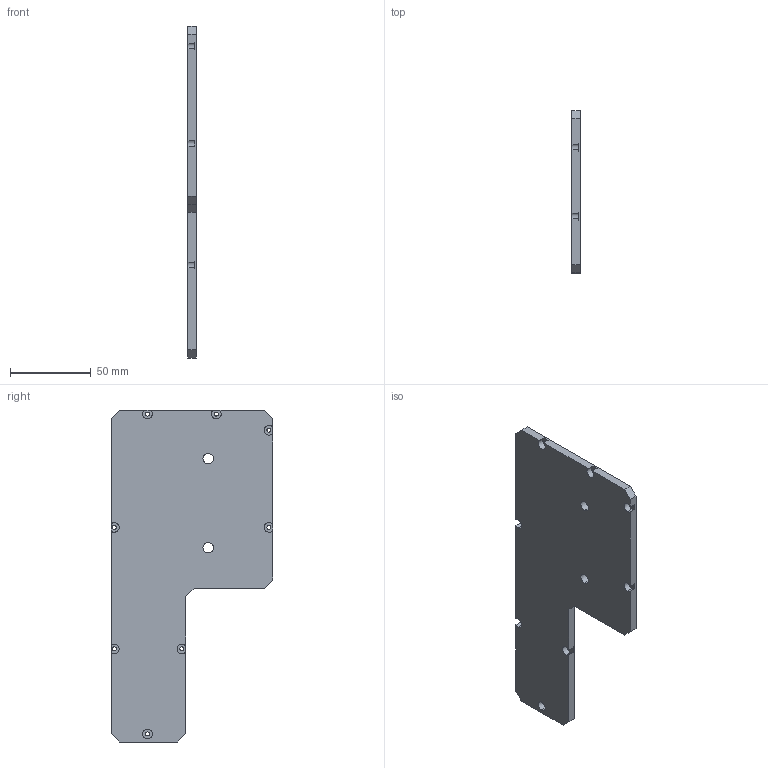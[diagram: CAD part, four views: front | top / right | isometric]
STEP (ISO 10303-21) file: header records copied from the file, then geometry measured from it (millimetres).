
FILE_DESCRIPTION (( 'STEP AP203' ), '1' );
FILE_NAME ('22-Cup .STEP', '2021-07-30T09:40:24', ( '' ), ( '' ), 'SwSTEP 2.0', 'SolidWorks 2020', '' );
FILE_SCHEMA (( 'CONFIG_CONTROL_DESIGN' ));
Length unit declared in the file: millimetre
Products named in the file (1): 22-Cup 
Bounding box: 5 x 100 x 205 mm (x, y, z)
Volume: 75490.2 mm3; surface area: 34095.8 mm2
Topology: 1 solids, 1 shells, 61 faces, 174 edges, 116 vertices
Faces by surface type: cylinder 39, plane 22
Entity records: 2143 total; most frequent: DIRECTION 376, CARTESIAN_POINT 352, ORIENTED_EDGE 348, EDGE_CURVE 174, AXIS2_PLACEMENT_3D 140, VERTEX_POINT 116, VECTOR 96, LINE 96
